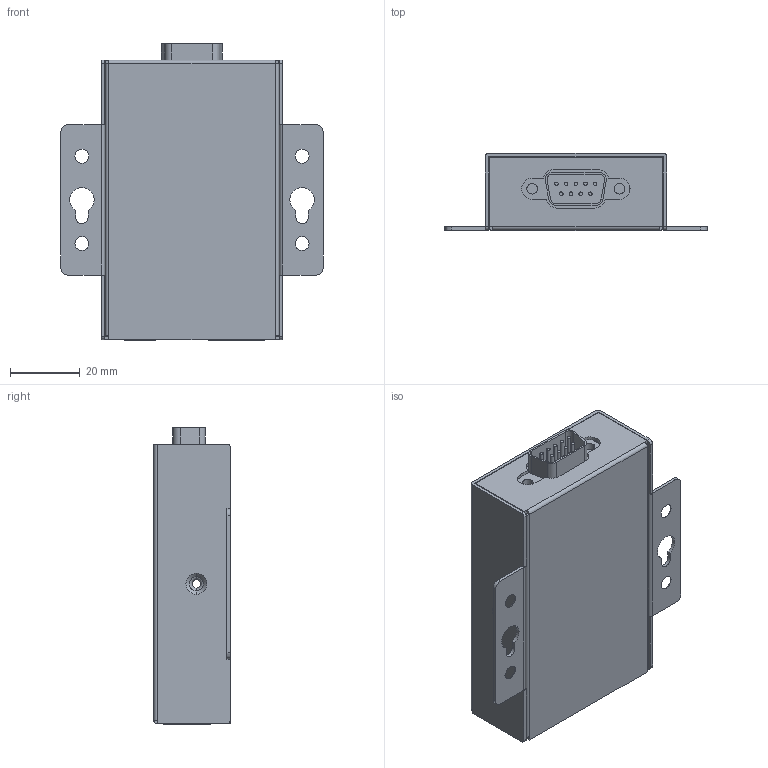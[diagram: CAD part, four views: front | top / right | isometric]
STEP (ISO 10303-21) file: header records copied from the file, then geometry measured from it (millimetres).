
FILE_DESCRIPTION((''),'2;1');
FILE_NAME('PRT0030','2019-08-15T',('Vincent_Huang'),('PTC'),'PRO/ENGINEER BY PARAMETRIC TECHNOLOGY CORPORATION, 2013230','PRO/ENGINEER BY PARAMETRIC TECHNOLOGY CORPORATION, 2013230','');
FILE_SCHEMA(('AUTOMOTIVE_DESIGN { 1 0 10303 214 1 1 1 1 }'));
Length unit declared in the file: millimetre
Products named in the file (1): PRT0030
Bounding box: 75 x 22 x 84.9 mm (x, y, z)
Volume: 29928.8 mm3; surface area: 45730.5 mm2
Topology: 6 solids, 9 shells, 501 faces, 1252 edges, 822 vertices
Faces by surface type: plane 262, cylinder 215, cone 12, sphere 8, torus 4
Entity records: 15170 total; most frequent: DIRECTION 2754, CARTESIAN_POINT 2569, ORIENTED_EDGE 2488, EDGE_CURVE 1244, AXIS2_PLACEMENT_3D 1009, VERTEX_POINT 822, VECTOR 736, LINE 736
